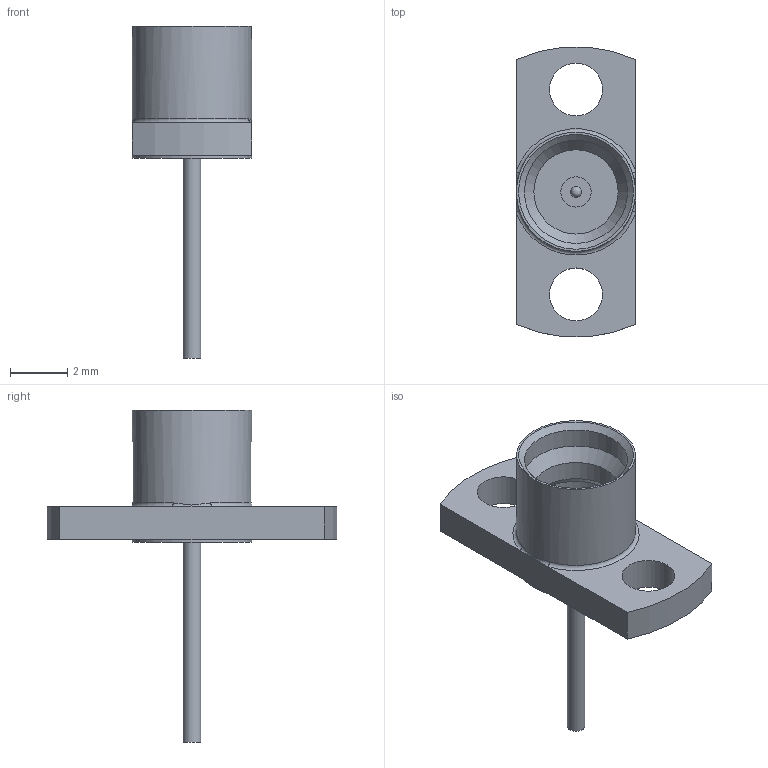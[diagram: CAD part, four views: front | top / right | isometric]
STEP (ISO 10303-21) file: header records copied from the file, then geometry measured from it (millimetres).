
FILE_DESCRIPTION (( 'STEP AP203' ), '1' );
FILE_NAME ('SC5322_3D.step', '2021-08-11T23:58:37', ( '' ), ( '' ), 'SwSTEP 2.0', 'SolidWorks 2021', '' );
FILE_SCHEMA (( 'CONFIG_CONTROL_DESIGN' ));
Length unit declared in the file: inch
Products named in the file (1): SC5322_3D
Bounding box: 4.19 x 10.12 x 11.61 mm (x, y, z)
Volume: 66.3 mm3; surface area: 205.7 mm2
Topology: 1 solids, 1 shells, 33 faces, 72 edges, 44 vertices
Faces by surface type: cylinder 13, plane 12, cone 3, bspline 2, torus 2, sphere 1
Full cylindrical faces by diameter (mm): 0.381 x1, 0.61 x1, 1.059 x1, 1.651 x1, 1.85 x2, 2.946 x1, 3.175 x1, 3.607 x1, 4.166 x1, 4.191 x1
Entity records: 931 total; most frequent: CARTESIAN_POINT 200, DIRECTION 148, ORIENTED_EDGE 102, AXIS2_PLACEMENT_3D 67, EDGE_LOOP 56, EDGE_CURVE 51, FACE_OUTER_BOUND 44, VERTEX_POINT 39
